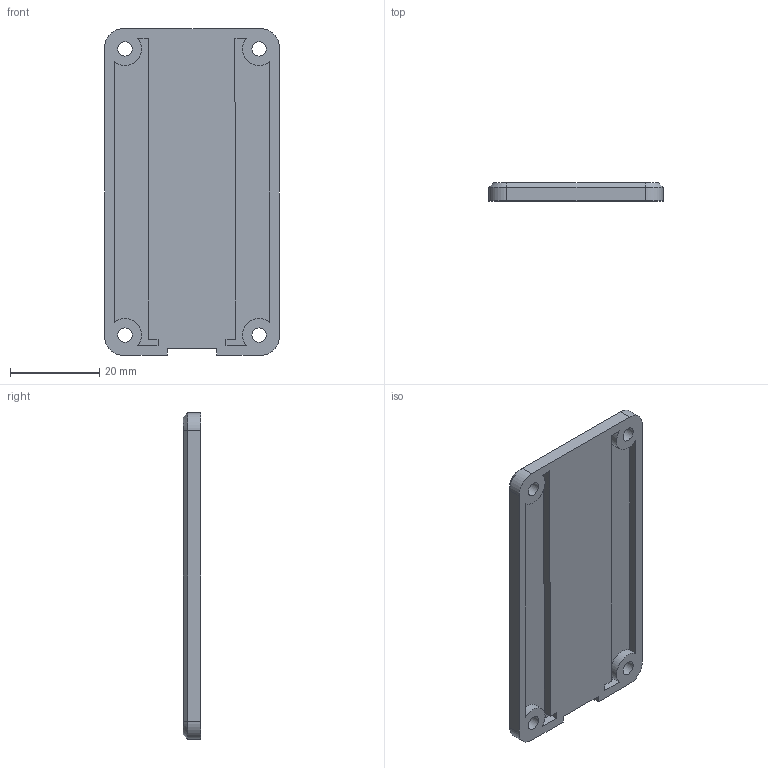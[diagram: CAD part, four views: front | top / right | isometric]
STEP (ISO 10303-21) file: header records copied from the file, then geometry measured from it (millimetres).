
FILE_DESCRIPTION(/* description */ (''),/* implementation_level */ '2;1');
FILE_NAME(/* name */ 'main.step',/* time_stamp */ '2025-07-30T21:07:42-04:00',/* author */ (''),/* organization */ (''),/* preprocessor_version */ 'ST-DEVELOPER v20.1',/* originating_system */ 'Autodesk Translation Framework v14.10.0.0',/* authorisation */ '');
FILE_SCHEMA (('AUTOMOTIVE_DESIGN { 1 0 10303 214 3 1 1 }'));
Length unit declared in the file: millimetre
Products named in the file (2): Untitled; Component89
Assembly tree (1 placements, depth 2):
  Untitled
    Component89
Bounding box: 39 x 4 x 73 mm (x, y, z)
Volume: 8812.3 mm3; surface area: 7372.6 mm2
Topology: 1 solids, 1 shells, 75 faces, 187 edges, 122 vertices
Faces by surface type: plane 59, cylinder 12, cone 4
Full cylindrical faces by diameter (mm): 3.2 x4
Entity records: 2295 total; most frequent: CARTESIAN_POINT 387, ORIENTED_EDGE 374, DIRECTION 371, EDGE_CURVE 187, LINE 159, VECTOR 159, VERTEX_POINT 122, AXIS2_PLACEMENT_3D 106
